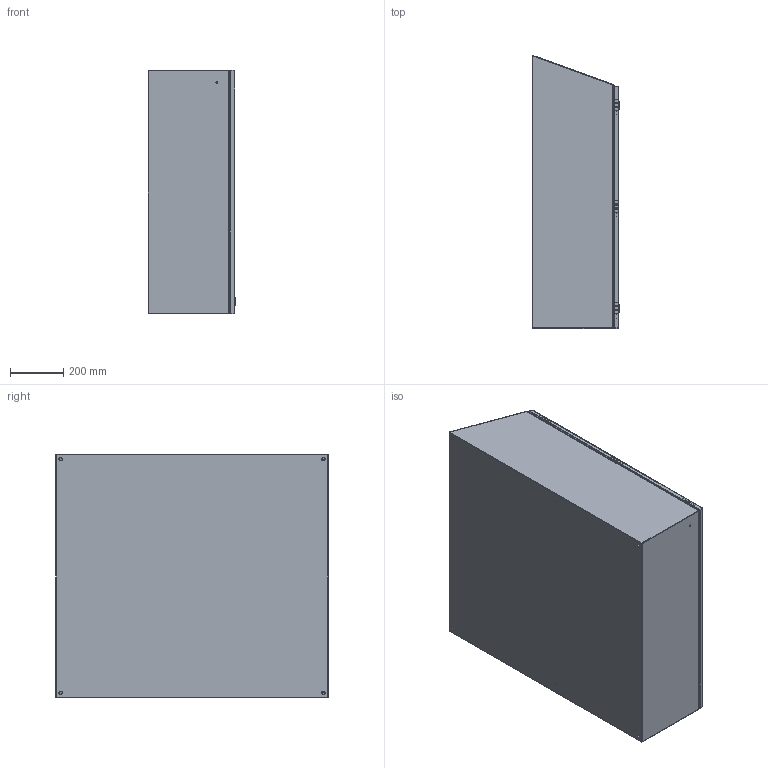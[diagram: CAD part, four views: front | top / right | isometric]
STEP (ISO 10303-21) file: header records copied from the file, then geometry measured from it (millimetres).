
FILE_DESCRIPTION (( 'STEP AP214' ), '1' );
FILE_NAME ('ST363612LG.STEP', '2019-07-11T13:18:50', ( '' ), ( '' ), 'SwSTEP 2.0', 'SolidWorks 2018', '' );
FILE_SCHEMA (( 'AUTOMOTIVE_DESIGN' ));
Length unit declared in the file: inch
Products named in the file (1): ST363612LG
Bounding box: 330.12 x 1024.32 x 914.4 mm (x, y, z)
Volume: 6077872.7 mm3; surface area: 6758595.5 mm2
Topology: 43 solids, 44 shells, 1176 faces, 2790 edges, 1735 vertices
Faces by surface type: plane 563, cylinder 390, bspline 163, torus 38, cone 22
Entity records: 53090 total; most frequent: CARTESIAN_POINT 10808, ORIENTED_EDGE 5526, DIRECTION 5392, EDGE_CURVE 2763, AXIS2_PLACEMENT_3D 1885, VERTEX_POINT 1735, VECTOR 1622, LINE 1622
